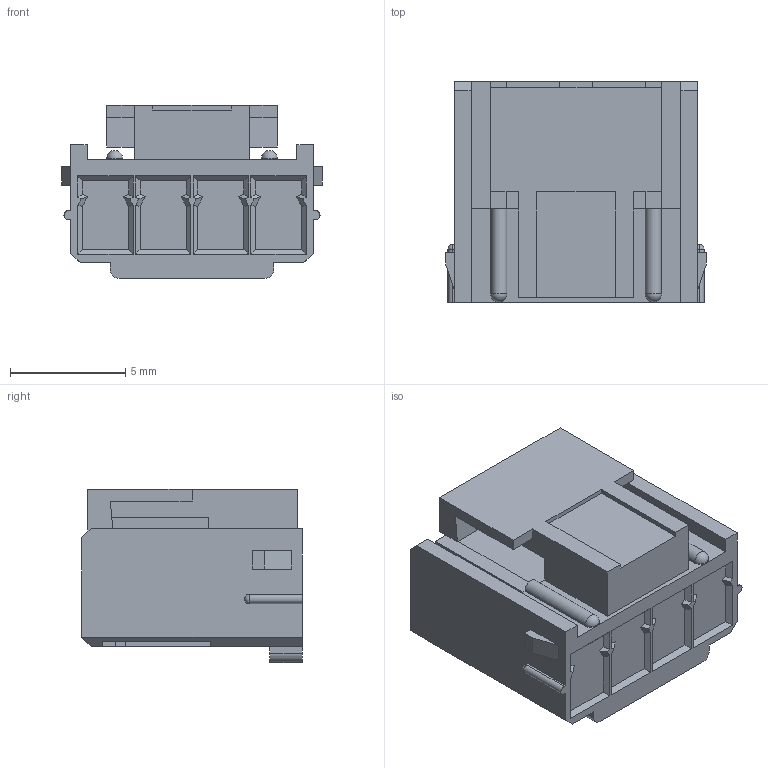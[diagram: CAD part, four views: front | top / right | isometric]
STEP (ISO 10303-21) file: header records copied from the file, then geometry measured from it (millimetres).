
FILE_DESCRIPTION(/* description */ (''),/* implementation_level */ '2;1');
FILE_NAME(/* name */ '511630400wbm000_02_214.stp',/* time_stamp */ '2023-11-17T15:25:22+06:00',/* author */ (''),/* organization */ (''),/* preprocessor_version */ 'ST-DEVELOPER v16.7',/* originating_system */ 'SIEMENS PLM Software NX 1919',/* authorisation */ '');
FILE_SCHEMA (('AUTOMOTIVE_DESIGN { 1 0 10303 214 3 1 1 1 }'));
Length unit declared in the file: millimetre
Products named in the file (1): 511630400wbm000_02
Bounding box: 11.3 x 9.55 x 7.5 mm (x, y, z)
Volume: 515 mm3; surface area: 629.6 mm2
Topology: 1 solids, 1 shells, 251 faces, 689 edges, 446 vertices
Faces by surface type: plane 237, cylinder 10, sphere 4
Entity records: 7741 total; most frequent: CARTESIAN_POINT 1377, ORIENTED_EDGE 1362, DIRECTION 1207, EDGE_CURVE 681, LINE 659, VECTOR 659, VERTEX_POINT 444, AXIS2_PLACEMENT_3D 274
